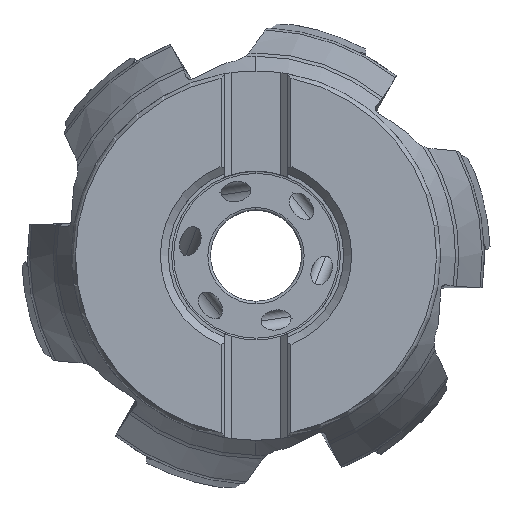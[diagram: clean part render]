
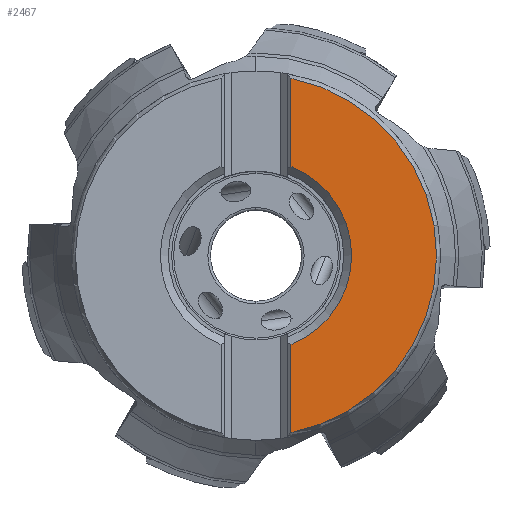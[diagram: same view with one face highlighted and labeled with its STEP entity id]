
A CAD part, top view. The second image highlights one B-rep face of the part: STEP entity #2467.
In plain terms, the highlighted planar face has unit normal (0, 0, 1).
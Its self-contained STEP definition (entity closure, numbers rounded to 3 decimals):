
#234=PLANE('',#14999);
#958=LINE('',#22413,#1614);
#959=LINE('',#22417,#1615);
#1614=VECTOR('',#17020,1.);
#1615=VECTOR('',#17023,1.);
#2467=ADVANCED_FACE('',(#3333),#234,.F.);
#3333=FACE_OUTER_BOUND('',#4117,.T.);
#4117=EDGE_LOOP('',(#6259,#6260,#6261,#6262,#6263));
#6259=ORIENTED_EDGE('',*,*,#11988,.F.);
#6260=ORIENTED_EDGE('',*,*,#11987,.F.);
#6261=ORIENTED_EDGE('',*,*,#11989,.T.);
#6262=ORIENTED_EDGE('',*,*,#11990,.F.);
#6263=ORIENTED_EDGE('',*,*,#11991,.T.);
#10402=VERTEX_POINT('',#22382);
#10405=VERTEX_POINT('',#22408);
#10406=VERTEX_POINT('',#22410);
#10407=VERTEX_POINT('',#22414);
#10408=VERTEX_POINT('',#22416);
#11987=EDGE_CURVE('',#10405,#10406,#13964,.T.);
#11988=EDGE_CURVE('',#10406,#10402,#13965,.T.);
#11989=EDGE_CURVE('',#10405,#10407,#958,.T.);
#11990=EDGE_CURVE('',#10408,#10407,#13966,.T.);
#11991=EDGE_CURVE('',#10408,#10402,#959,.T.);
#13964=CIRCLE('',#14995,27.18);
#13965=CIRCLE('',#14996,27.18);
#13966=CIRCLE('',#14998,14.4);
#14995=AXIS2_PLACEMENT_3D('',#22409,#17014,#17015);
#14996=AXIS2_PLACEMENT_3D('',#22411,#17016,#17017);
#14998=AXIS2_PLACEMENT_3D('',#22415,#17021,#17022);
#14999=AXIS2_PLACEMENT_3D('',#22418,#17024,#17025);
#17014=DIRECTION('',(0.,0.,-1.));
#17015=DIRECTION('',(0.194,0.981,0.));
#17016=DIRECTION('',(0.,0.,-1.));
#17017=DIRECTION('',(1.,-0.002,0.));
#17020=DIRECTION('',(0.,-1.,0.));
#17021=DIRECTION('',(0.,0.,1.));
#17022=DIRECTION('',(0.365,-0.931,0.));
#17023=DIRECTION('',(0.,-1.,0.));
#17024=DIRECTION('',(0.,0.,-1.));
#17025=DIRECTION('',(0.,1.,0.));
#22382=CARTESIAN_POINT('',(5.262,-26.666,0.));
#22408=CARTESIAN_POINT('',(5.262,26.666,0.));
#22409=CARTESIAN_POINT('',(0.,0.,0.));
#22410=CARTESIAN_POINT('',(27.18,-0.06,0.));
#22411=CARTESIAN_POINT('',(0.,0.,0.));
#22413=CARTESIAN_POINT('',(5.263,26.666,0.));
#22414=CARTESIAN_POINT('',(5.263,13.404,0.));
#22415=CARTESIAN_POINT('',(0.,0.,0.));
#22416=CARTESIAN_POINT('',(5.263,-13.404,0.));
#22417=CARTESIAN_POINT('',(5.263,-13.404,0.));
#22418=CARTESIAN_POINT('',(60.,48.,0.));
